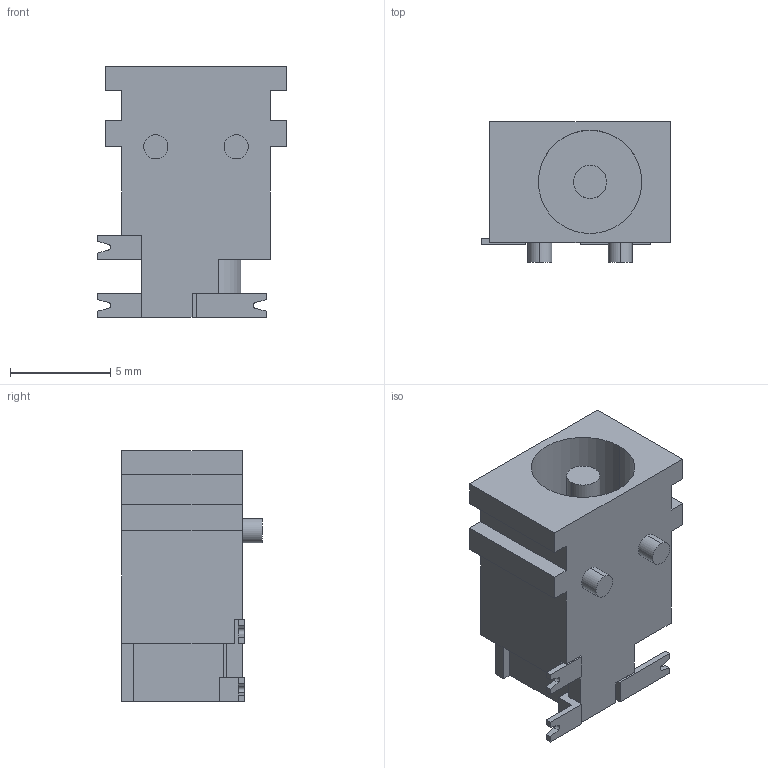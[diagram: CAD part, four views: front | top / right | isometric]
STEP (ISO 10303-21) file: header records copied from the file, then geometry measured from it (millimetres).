
FILE_DESCRIPTION(('FreeCAD Model'),'2;1');
FILE_NAME('Open CASCADE Shape Model','2024-01-21T05:16:34',( 'kicad StepUp'),('ksu MCAD'),'Open CASCADE STEP processor 7.5', 'FreeCAD','Unknown');
FILE_SCHEMA(('AUTOMOTIVE_DESIGN { 1 0 10303 214 1 1 1 1 }'));
Length unit declared in the file: millimetre
Products named in the file (3): CUI_DEVICES_PJ1-021-SMT-TR; metal; plastic
Assembly tree (2 placements, depth 2):
  CUI_DEVICES_PJ1-021-SMT-TR
    metal
    plastic
Bounding box: 9.4 x 7 x 12.5 mm (x, y, z)
Volume: 400.9 mm3; surface area: 736 mm2
Topology: 5 solids, 5 shells, 134 faces, 337 edges, 217 vertices
Faces by surface type: plane 113, cylinder 21
Entity records: 4023 total; most frequent: CARTESIAN_POINT 691, ORIENTED_EDGE 674, DIRECTION 649, EDGE_CURVE 337, LINE 299, VECTOR 299, VERTEX_POINT 217, AXIS2_PLACEMENT_3D 175
